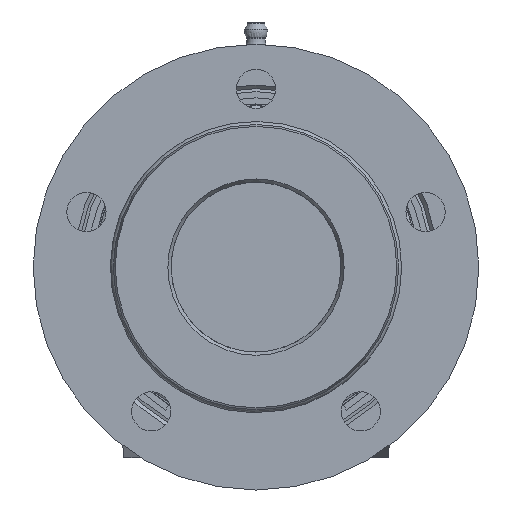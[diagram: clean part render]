
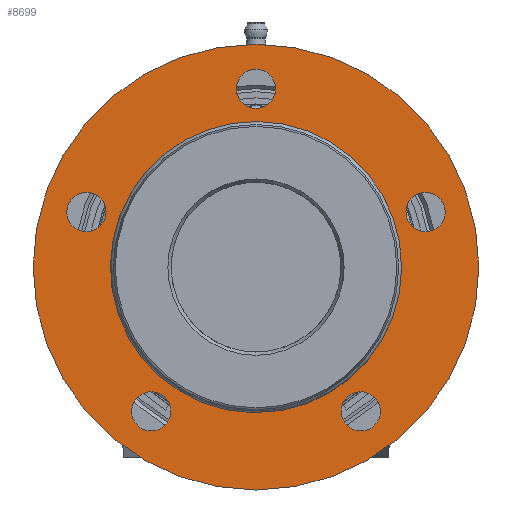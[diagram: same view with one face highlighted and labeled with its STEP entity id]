
A CAD part, left-side view. The second image highlights one B-rep face of the part: STEP entity #8699.
In plain terms, the highlighted planar face has unit normal (-1, 0, 0).
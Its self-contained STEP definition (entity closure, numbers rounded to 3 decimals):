
#423=PLANE('',#9548);
#487=FACE_BOUND('',#1508,.T.);
#488=FACE_BOUND('',#1509,.T.);
#489=FACE_BOUND('',#1510,.T.);
#490=FACE_BOUND('',#1511,.T.);
#491=FACE_BOUND('',#1512,.T.);
#492=FACE_BOUND('',#1513,.T.);
#964=FACE_OUTER_BOUND('',#1507,.T.);
#1507=EDGE_LOOP('',(#7794,#7795));
#1508=EDGE_LOOP('',(#7796));
#1509=EDGE_LOOP('',(#7797));
#1510=EDGE_LOOP('',(#7798));
#1511=EDGE_LOOP('',(#7799));
#1512=EDGE_LOOP('',(#7800));
#1513=EDGE_LOOP('',(#7801,#7802));
#2304=CIRCLE('',#9488,5.5);
#2310=CIRCLE('',#9497,5.5);
#2316=CIRCLE('',#9506,5.5);
#2322=CIRCLE('',#9515,5.5);
#2328=CIRCLE('',#9524,5.5);
#2344=CIRCLE('',#9546,40.3);
#2345=CIRCLE('',#9547,40.3);
#2346=CIRCLE('',#9549,62.5);
#2347=CIRCLE('',#9550,62.5);
#4020=VERTEX_POINT('',#20700);
#4026=VERTEX_POINT('',#20717);
#4032=VERTEX_POINT('',#20734);
#4038=VERTEX_POINT('',#20751);
#4044=VERTEX_POINT('',#20768);
#4058=VERTEX_POINT('',#20807);
#4059=VERTEX_POINT('',#20809);
#4060=VERTEX_POINT('',#20813);
#4061=VERTEX_POINT('',#20814);
#5269=EDGE_CURVE('',#4020,#4020,#2304,.T.);
#5277=EDGE_CURVE('',#4026,#4026,#2310,.T.);
#5285=EDGE_CURVE('',#4032,#4032,#2316,.T.);
#5293=EDGE_CURVE('',#4038,#4038,#2322,.T.);
#5301=EDGE_CURVE('',#4044,#4044,#2328,.T.);
#5321=EDGE_CURVE('',#4058,#4059,#2344,.T.);
#5322=EDGE_CURVE('',#4059,#4058,#2345,.T.);
#5323=EDGE_CURVE('',#4060,#4061,#2346,.T.);
#5324=EDGE_CURVE('',#4061,#4060,#2347,.T.);
#7794=ORIENTED_EDGE('',*,*,#5323,.F.);
#7795=ORIENTED_EDGE('',*,*,#5324,.F.);
#7796=ORIENTED_EDGE('',*,*,#5269,.T.);
#7797=ORIENTED_EDGE('',*,*,#5277,.T.);
#7798=ORIENTED_EDGE('',*,*,#5285,.T.);
#7799=ORIENTED_EDGE('',*,*,#5293,.T.);
#7800=ORIENTED_EDGE('',*,*,#5301,.T.);
#7801=ORIENTED_EDGE('',*,*,#5322,.F.);
#7802=ORIENTED_EDGE('',*,*,#5321,.F.);
#8699=ADVANCED_FACE('',(#964,#487,#488,#489,#490,#491,#492),#423,.T.);
#9488=AXIS2_PLACEMENT_3D('',#20701,#11490,#11491);
#9497=AXIS2_PLACEMENT_3D('',#20718,#11510,#11511);
#9506=AXIS2_PLACEMENT_3D('',#20735,#11530,#11531);
#9515=AXIS2_PLACEMENT_3D('',#20752,#11550,#11551);
#9524=AXIS2_PLACEMENT_3D('',#20769,#11570,#11571);
#9546=AXIS2_PLACEMENT_3D('',#20810,#11618,#11619);
#9547=AXIS2_PLACEMENT_3D('',#20811,#11620,#11621);
#9548=AXIS2_PLACEMENT_3D('',#20812,#11622,#11623);
#9549=AXIS2_PLACEMENT_3D('',#20815,#11624,#11625);
#9550=AXIS2_PLACEMENT_3D('',#20816,#11626,#11627);
#11490=DIRECTION('center_axis',(1.,0.,0.));
#11491=DIRECTION('ref_axis',(0.,-0.951,-0.309));
#11510=DIRECTION('center_axis',(1.,0.,0.));
#11511=DIRECTION('ref_axis',(0.,-0.588,0.809));
#11530=DIRECTION('center_axis',(1.,0.,0.));
#11531=DIRECTION('ref_axis',(0.,0.588,0.809));
#11550=DIRECTION('center_axis',(1.,0.,0.));
#11551=DIRECTION('ref_axis',(0.,0.951,-0.309));
#11570=DIRECTION('center_axis',(1.,0.,0.));
#11571=DIRECTION('ref_axis',(0.,0.,-1.));
#11618=DIRECTION('center_axis',(-1.,0.,0.));
#11619=DIRECTION('ref_axis',(0.,0.,-1.));
#11620=DIRECTION('center_axis',(-1.,0.,0.));
#11621=DIRECTION('ref_axis',(0.,0.,-1.));
#11622=DIRECTION('center_axis',(-1.,0.,0.));
#11623=DIRECTION('ref_axis',(0.,0.,1.));
#11624=DIRECTION('center_axis',(1.,0.,0.));
#11625=DIRECTION('ref_axis',(0.,1.,0.));
#11626=DIRECTION('center_axis',(1.,0.,0.));
#11627=DIRECTION('ref_axis',(0.,1.,0.));
#20700=CARTESIAN_POINT('',(20.,52.784,17.15));
#20701=CARTESIAN_POINT('Origin',(20.,47.553,15.451));
#20717=CARTESIAN_POINT('',(20.,32.622,-44.9));
#20718=CARTESIAN_POINT('Origin',(20.,29.389,-40.451));
#20734=CARTESIAN_POINT('',(20.,-32.622,-44.9));
#20735=CARTESIAN_POINT('Origin',(20.,-29.389,-40.451));
#20751=CARTESIAN_POINT('',(20.,-52.784,17.15));
#20752=CARTESIAN_POINT('Origin',(20.,-47.553,15.451));
#20768=CARTESIAN_POINT('',(20.,0.,55.5));
#20769=CARTESIAN_POINT('Origin',(20.,0.,50.));
#20807=CARTESIAN_POINT('',(20.,0.,-40.3));
#20809=CARTESIAN_POINT('',(20.,0.,40.3));
#20810=CARTESIAN_POINT('Origin',(20.,0.,0.));
#20811=CARTESIAN_POINT('Origin',(20.,0.,0.));
#20812=CARTESIAN_POINT('Origin',(20.,51.25,0.));
#20813=CARTESIAN_POINT('',(20.,62.5,0.));
#20814=CARTESIAN_POINT('',(20.,-62.5,0.));
#20815=CARTESIAN_POINT('Origin',(20.,0.,0.));
#20816=CARTESIAN_POINT('Origin',(20.,0.,0.));
